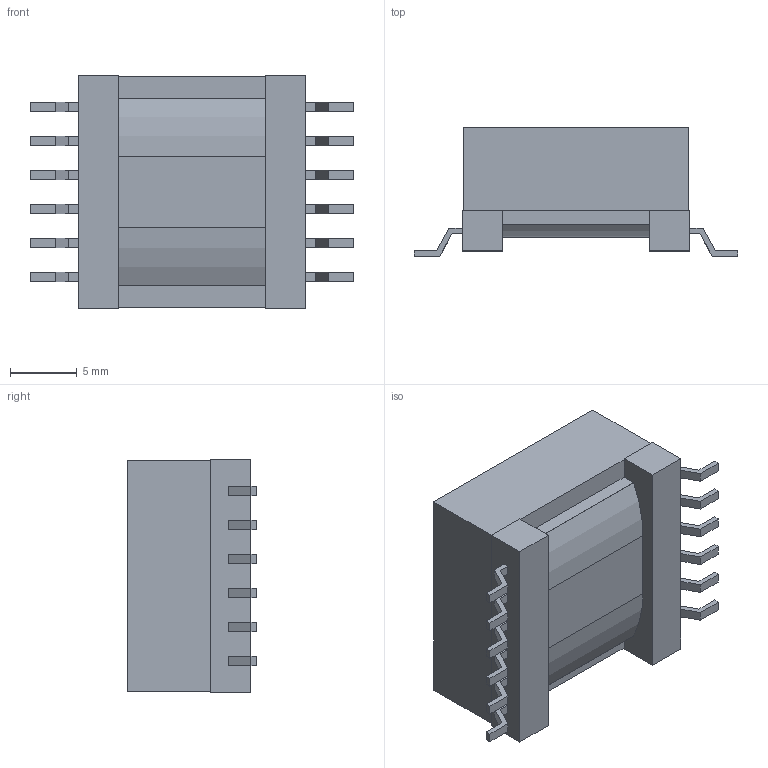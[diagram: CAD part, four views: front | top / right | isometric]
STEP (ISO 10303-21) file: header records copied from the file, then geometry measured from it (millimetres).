
FILE_DESCRIPTION (( 'STEP AP214' ), '1' );
FILE_NAME ('Coilcraft-DA2033-AL.STEP', '2020-11-12T10:04:02', ( '' ), ( '' ), 'SwSTEP 2.0', 'SolidWorks 2020', '' );
FILE_SCHEMA (( 'AUTOMOTIVE_DESIGN' ));
Length unit declared in the file: millimetre
Products named in the file (1): Coilcraft-DA2033-AL
Bounding box: 24.13 x 9.6 x 17.4 mm (x, y, z)
Volume: 2288.7 mm3; surface area: 1556.2 mm2
Topology: 1 solids, 1 shells, 540 faces, 1353 edges, 857 vertices
Faces by surface type: plane 284, bspline 250, cylinder 6
Entity records: 25990 total; most frequent: CARTESIAN_POINT 8996, ORIENTED_EDGE 2706, DIRECTION 1447, EDGE_CURVE 1353, VERTEX_POINT 857, VECTOR 841, LINE 841, EDGE_LOOP 582
